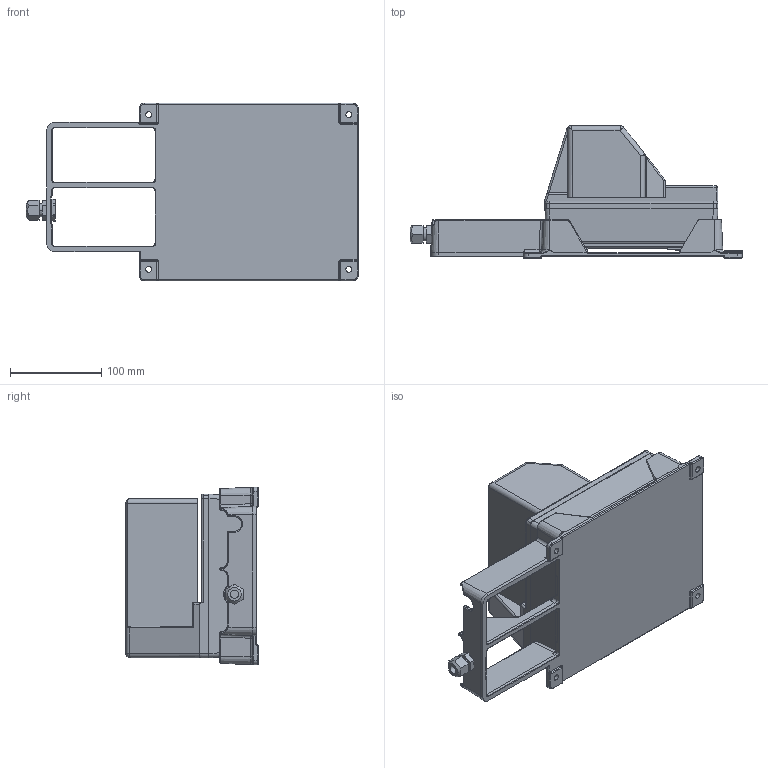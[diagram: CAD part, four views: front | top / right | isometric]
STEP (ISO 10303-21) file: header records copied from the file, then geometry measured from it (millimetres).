
FILE_DESCRIPTION (( 'STEP AP214' ), '1' );
FILE_NAME ('DR-298-FDW_351252.STEP', '2015-02-24T11:51:31', ( 'Admin1' ), ( '' ), 'SwSTEP 2.0', 'SolidWorks 2014', '' );
FILE_SCHEMA (( 'AUTOMOTIVE_DESIGN' ));
Length unit declared in the file: millimetre
Products named in the file (1): DR-298-FDW_351252
Bounding box: 364.71 x 145.3 x 195 mm (x, y, z)
Surface area: 298914.8 mm2 (no closed solid volume)
Topology: 0 solids, 18 shells, 650 faces, 1786 edges, 1091 vertices
Faces by surface type: cylinder 260, plane 184, bspline 101, torus 56, sphere 35, cone 14
Entity records: 30717 total; most frequent: CARTESIAN_POINT 8397, ORIENTED_EDGE 3138, DIRECTION 3099, EDGE_CURVE 1742, AXIS2_PLACEMENT_3D 1149, VERTEX_POINT 1091, LINE 801, VECTOR 801
